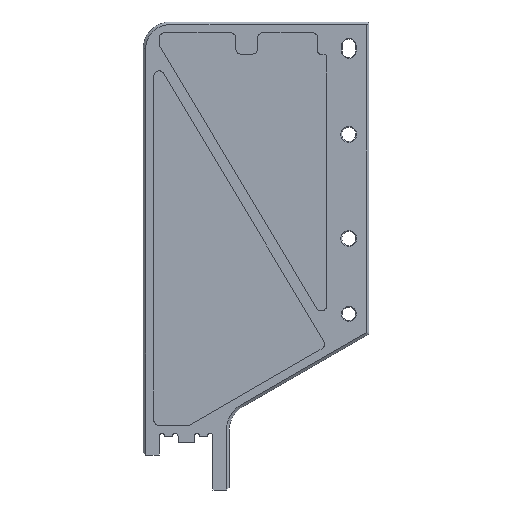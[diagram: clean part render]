
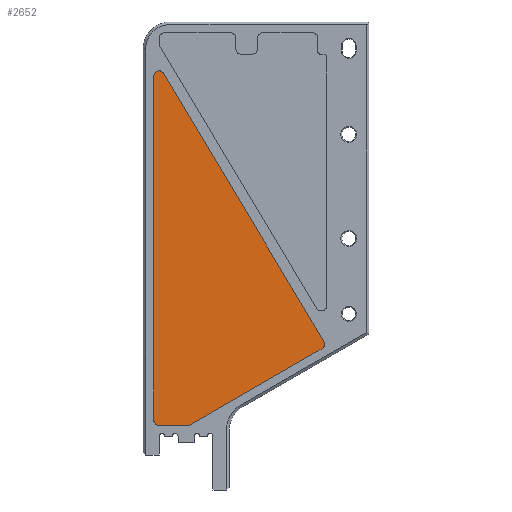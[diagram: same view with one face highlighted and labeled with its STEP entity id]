
A CAD part, left-side view. The second image highlights one B-rep face of the part: STEP entity #2652.
In plain terms, the highlighted planar face has unit normal (-1, 0, 0).
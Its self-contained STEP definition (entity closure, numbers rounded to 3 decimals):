
#34 = DIRECTION ( 'NONE',  ( 0., 0., -1. ) ) ;
#50 = ORIENTED_EDGE ( 'NONE', *, *, #1909, .T. ) ;
#87 = EDGE_CURVE ( 'NONE', #1270, #3232, #2279, .T. ) ;
#89 = DIRECTION ( 'NONE',  ( 0., -1., 0. ) ) ;
#93 = CIRCLE ( 'NONE', #1872, 2. ) ;
#123 = EDGE_CURVE ( 'NONE', #1378, #782, #1948, .T. ) ;
#129 = CARTESIAN_POINT ( 'NONE',  ( 4., 36., 66.821 ) ) ;
#191 = CARTESIAN_POINT ( 'NONE',  ( 4., 25.426, -63. ) ) ;
#204 = DIRECTION ( 'NONE',  ( 0., 0., 1. ) ) ;
#207 = ORIENTED_EDGE ( 'NONE', *, *, #3102, .T. ) ;
#247 = CARTESIAN_POINT ( 'NONE',  ( 4., 25.426, -61. ) ) ;
#253 = CIRCLE ( 'NONE', #849, 2. ) ;
#254 = LINE ( 'NONE', #574, #4166 ) ;
#294 = CARTESIAN_POINT ( 'NONE',  ( 4., 36., 68.821 ) ) ;
#312 = AXIS2_PLACEMENT_3D ( 'NONE', #2516, #4251, #1041 ) ;
#390 = VECTOR ( 'NONE', #1933, 1000. ) ;
#409 = VERTEX_POINT ( 'NONE', #1615 ) ;
#413 = ORIENTED_EDGE ( 'NONE', *, *, #3273, .T. ) ;
#509 = FACE_OUTER_BOUND ( 'NONE', #556, .T. ) ;
#517 = CARTESIAN_POINT ( 'NONE',  ( 4., -25.257, -31.702 ) ) ;
#556 = EDGE_LOOP ( 'NONE', ( #1490, #4025, #50, #2138, #207, #1760, #4246, #1649, #413 ) ) ;
#574 = CARTESIAN_POINT ( 'NONE',  ( 4., 38., -61. ) ) ;
#692 = LINE ( 'NONE', #4619, #1867 ) ;
#727 = DIRECTION ( 'NONE',  ( -1., 0., 0. ) ) ;
#782 = VERTEX_POINT ( 'NONE', #1767 ) ;
#849 = AXIS2_PLACEMENT_3D ( 'NONE', #4272, #1381, #2790 ) ;
#983 = CIRCLE ( 'NONE', #312, 2. ) ;
#992 = AXIS2_PLACEMENT_3D ( 'NONE', #129, #1549, #4397 ) ;
#1041 = DIRECTION ( 'NONE',  ( 0., 0., 1. ) ) ;
#1053 = CARTESIAN_POINT ( 'NONE',  ( 4., 36., -61. ) ) ;
#1184 = DIRECTION ( 'NONE',  ( 0., 0., 1. ) ) ;
#1190 = CARTESIAN_POINT ( 'NONE',  ( 4., 24.426, -62.732 ) ) ;
#1202 = VERTEX_POINT ( 'NONE', #517 ) ;
#1251 = VERTEX_POINT ( 'NONE', #2597 ) ;
#1270 = VERTEX_POINT ( 'NONE', #4142 ) ;
#1298 = AXIS2_PLACEMENT_3D ( 'NONE', #1053, #727, #34 ) ;
#1378 = VERTEX_POINT ( 'NONE', #294 ) ;
#1381 = DIRECTION ( 'NONE',  ( -1., 0., 0. ) ) ;
#1432 = VECTOR ( 'NONE', #89, 1000. ) ;
#1490 = ORIENTED_EDGE ( 'NONE', *, *, #4253, .T. ) ;
#1542 = CARTESIAN_POINT ( 'NONE',  ( 4., 36., 66.821 ) ) ;
#1549 = DIRECTION ( 'NONE',  ( -1., 0., 0. ) ) ;
#1605 = DIRECTION ( 'NONE',  ( -1., 0., 0. ) ) ;
#1615 = CARTESIAN_POINT ( 'NONE',  ( 4., 34.284, 67.848 ) ) ;
#1649 = ORIENTED_EDGE ( 'NONE', *, *, #2979, .T. ) ;
#1760 = ORIENTED_EDGE ( 'NONE', *, *, #3535, .T. ) ;
#1767 = CARTESIAN_POINT ( 'NONE',  ( 4., 38., 66.821 ) ) ;
#1867 = VECTOR ( 'NONE', #2874, 1000. ) ;
#1872 = AXIS2_PLACEMENT_3D ( 'NONE', #247, #1605, #204 ) ;
#1909 = EDGE_CURVE ( 'NONE', #782, #1251, #254, .T. ) ;
#1933 = DIRECTION ( 'NONE',  ( 0., -0.866, 0.5 ) ) ;
#1948 = CIRCLE ( 'NONE', #992, 2. ) ;
#1962 = CIRCLE ( 'NONE', #1298, 2. ) ;
#1996 = DIRECTION ( 'NONE',  ( 0., 0., -1. ) ) ;
#2017 = CARTESIAN_POINT ( 'NONE',  ( 4., -24.541, -34.461 ) ) ;
#2138 = ORIENTED_EDGE ( 'NONE', *, *, #4606, .T. ) ;
#2149 = AXIS2_PLACEMENT_3D ( 'NONE', #1542, #4392, #1184 ) ;
#2279 = LINE ( 'NONE', #1190, #390 ) ;
#2289 = CARTESIAN_POINT ( 'NONE',  ( 4., 36., -63. ) ) ;
#2516 = CARTESIAN_POINT ( 'NONE',  ( 4., -23.541, -32.729 ) ) ;
#2597 = CARTESIAN_POINT ( 'NONE',  ( 4., 38., -61. ) ) ;
#2652 = ADVANCED_FACE ( 'NONE', ( #509 ), #3382, .T. ) ;
#2790 = DIRECTION ( 'NONE',  ( 0., 0., 1. ) ) ;
#2874 = DIRECTION ( 'NONE',  ( 0., 0.513, 0.858 ) ) ;
#2979 = EDGE_CURVE ( 'NONE', #3232, #1202, #983, .T. ) ;
#3102 = EDGE_CURVE ( 'NONE', #3892, #4125, #3326, .T. ) ;
#3232 = VERTEX_POINT ( 'NONE', #2017 ) ;
#3273 = EDGE_CURVE ( 'NONE', #1202, #409, #692, .T. ) ;
#3326 = LINE ( 'NONE', #2289, #1432 ) ;
#3382 = PLANE ( 'NONE',  #2149 ) ;
#3503 = CARTESIAN_POINT ( 'NONE',  ( 4., 36., -63. ) ) ;
#3535 = EDGE_CURVE ( 'NONE', #4125, #1270, #93, .T. ) ;
#3892 = VERTEX_POINT ( 'NONE', #3503 ) ;
#4025 = ORIENTED_EDGE ( 'NONE', *, *, #123, .T. ) ;
#4125 = VERTEX_POINT ( 'NONE', #191 ) ;
#4142 = CARTESIAN_POINT ( 'NONE',  ( 4., 24.426, -62.732 ) ) ;
#4166 = VECTOR ( 'NONE', #1996, 1000. ) ;
#4246 = ORIENTED_EDGE ( 'NONE', *, *, #87, .T. ) ;
#4251 = DIRECTION ( 'NONE',  ( -1., 0., 0. ) ) ;
#4253 = EDGE_CURVE ( 'NONE', #409, #1378, #253, .T. ) ;
#4272 = CARTESIAN_POINT ( 'NONE',  ( 4., 36., 66.821 ) ) ;
#4392 = DIRECTION ( 'NONE',  ( -1., 0., 0. ) ) ;
#4397 = DIRECTION ( 'NONE',  ( 0., 0., 1. ) ) ;
#4606 = EDGE_CURVE ( 'NONE', #1251, #3892, #1962, .T. ) ;
#4619 = CARTESIAN_POINT ( 'NONE',  ( 4., 34.284, 67.848 ) ) ;
